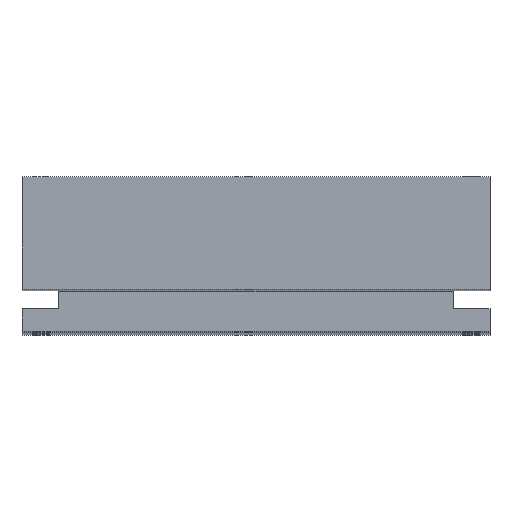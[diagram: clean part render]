
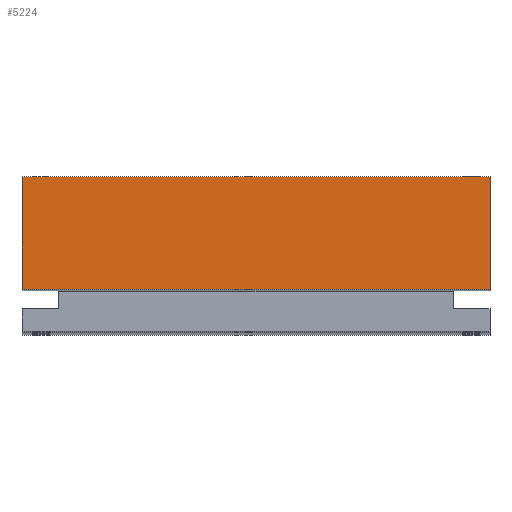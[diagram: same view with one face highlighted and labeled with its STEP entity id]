
A CAD part, top view. The second image highlights one B-rep face of the part: STEP entity #5224.
In plain terms, the highlighted planar face has unit normal (0, 0, 1).
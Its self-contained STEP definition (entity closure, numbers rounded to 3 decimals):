
#454 = ORIENTED_EDGE ( 'NONE', *, *, #3824, .T. ) ;
#1070 = LINE ( 'NONE', #6625, #5306 ) ;
#1139 = CARTESIAN_POINT ( 'NONE',  ( 0., 0., 280. ) ) ;
#1388 = LINE ( 'NONE', #4027, #3648 ) ;
#1474 = VERTEX_POINT ( 'NONE', #2343 ) ;
#1869 = EDGE_CURVE ( 'NONE', #3276, #1474, #1388, .T. ) ;
#2122 = FACE_OUTER_BOUND ( 'NONE', #5646, .T. ) ;
#2139 = LINE ( 'NONE', #2642, #5013 ) ;
#2187 = DIRECTION ( 'NONE',  ( 0., 0., -1. ) ) ;
#2210 = LINE ( 'NONE', #1139, #6719 ) ;
#2343 = CARTESIAN_POINT ( 'NONE',  ( 0., 30., 280. ) ) ;
#2622 = VERTEX_POINT ( 'NONE', #3232 ) ;
#2642 = CARTESIAN_POINT ( 'NONE',  ( 0., 0., 280. ) ) ;
#2784 = DIRECTION ( 'NONE',  ( 1., 0., 0. ) ) ;
#3045 = ORIENTED_EDGE ( 'NONE', *, *, #4216, .T. ) ;
#3147 = AXIS2_PLACEMENT_3D ( 'NONE', #4722, #2187, #5855 ) ;
#3232 = CARTESIAN_POINT ( 'NONE',  ( 125., 0., 280. ) ) ;
#3276 = VERTEX_POINT ( 'NONE', #4495 ) ;
#3506 = EDGE_CURVE ( 'NONE', #2622, #3276, #1070, .T. ) ;
#3523 = ORIENTED_EDGE ( 'NONE', *, *, #1869, .T. ) ;
#3648 = VECTOR ( 'NONE', #5516, 1000. ) ;
#3824 = EDGE_CURVE ( 'NONE', #5112, #2622, #2210, .T. ) ;
#4027 = CARTESIAN_POINT ( 'NONE',  ( 0., 30., 280. ) ) ;
#4130 = CARTESIAN_POINT ( 'NONE',  ( 0., 0., 280. ) ) ;
#4216 = EDGE_CURVE ( 'NONE', #1474, #5112, #2139, .T. ) ;
#4419 = ORIENTED_EDGE ( 'NONE', *, *, #3506, .T. ) ;
#4495 = CARTESIAN_POINT ( 'NONE',  ( 125., 30., 280. ) ) ;
#4577 = DIRECTION ( 'NONE',  ( 0., 1., 0. ) ) ;
#4605 = DIRECTION ( 'NONE',  ( 0., -1., 0. ) ) ;
#4722 = CARTESIAN_POINT ( 'NONE',  ( 0., 0., 280. ) ) ;
#4861 = PLANE ( 'NONE',  #3147 ) ;
#5013 = VECTOR ( 'NONE', #4605, 1000. ) ;
#5112 = VERTEX_POINT ( 'NONE', #4130 ) ;
#5224 = ADVANCED_FACE ( 'NONE', ( #2122 ), #4861, .F. ) ;
#5306 = VECTOR ( 'NONE', #4577, 1000. ) ;
#5516 = DIRECTION ( 'NONE',  ( -1., 0., 0. ) ) ;
#5646 = EDGE_LOOP ( 'NONE', ( #3045, #454, #4419, #3523 ) ) ;
#5855 = DIRECTION ( 'NONE',  ( -1., 0., 0. ) ) ;
#6625 = CARTESIAN_POINT ( 'NONE',  ( 125., 0., 280. ) ) ;
#6719 = VECTOR ( 'NONE', #2784, 1000. ) ;
